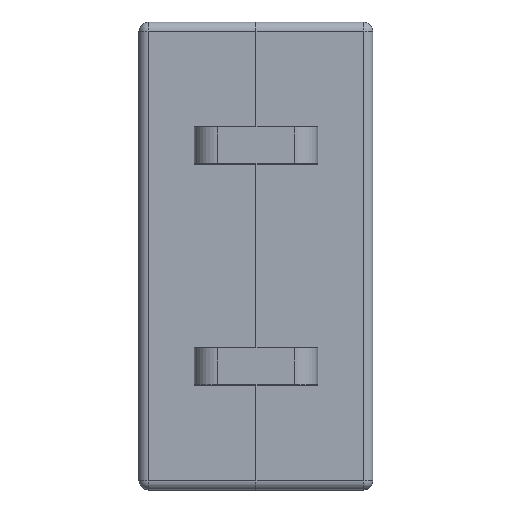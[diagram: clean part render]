
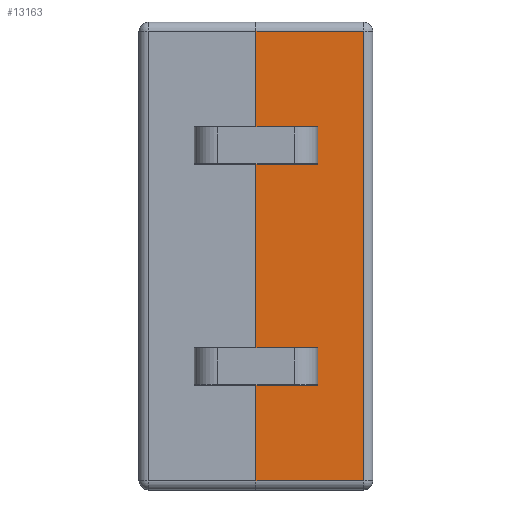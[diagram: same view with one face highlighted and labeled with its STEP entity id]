
A CAD part, left-side view. The second image highlights one B-rep face of the part: STEP entity #13163.
In plain terms, the highlighted planar face has unit normal (1, 0, 0).
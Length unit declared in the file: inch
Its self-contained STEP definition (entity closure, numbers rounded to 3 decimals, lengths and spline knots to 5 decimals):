
#87=PLANE('',#14616);
#925=FACE_OUTER_BOUND('',#1385,.T.);
#1385=EDGE_LOOP('',(#10880,#10881,#10882,#10883,#10884,#10885,#10886,#10887,
#10888,#10889,#10890,#10891));
#1934=LINE('',#19357,#3862);
#1935=LINE('',#19359,#3863);
#1936=LINE('',#19361,#3864);
#1937=LINE('',#19363,#3865);
#1938=LINE('',#19365,#3866);
#1939=LINE('',#19367,#3867);
#1940=LINE('',#19369,#3868);
#1941=LINE('',#19371,#3869);
#1942=LINE('',#19373,#3870);
#1943=LINE('',#19375,#3871);
#1944=LINE('',#19377,#3872);
#1945=LINE('',#19378,#3873);
#3862=VECTOR('',#15636,0.066);
#3863=VECTOR('',#15637,0.04);
#3864=VECTOR('',#15638,0.066);
#3865=VECTOR('',#15639,0.19597);
#3866=VECTOR('',#15640,0.066);
#3867=VECTOR('',#15641,0.04);
#3868=VECTOR('',#15642,0.066);
#3869=VECTOR('',#15643,0.10202);
#3870=VECTOR('',#15644,0.115);
#3871=VECTOR('',#15645,0.48);
#3872=VECTOR('',#15646,0.115);
#3873=VECTOR('',#15647,0.10202);
#6230=VERTEX_POINT('',#19355);
#6231=VERTEX_POINT('',#19356);
#6232=VERTEX_POINT('',#19358);
#6233=VERTEX_POINT('',#19360);
#6234=VERTEX_POINT('',#19362);
#6235=VERTEX_POINT('',#19364);
#6236=VERTEX_POINT('',#19366);
#6237=VERTEX_POINT('',#19368);
#6238=VERTEX_POINT('',#19370);
#6239=VERTEX_POINT('',#19372);
#6240=VERTEX_POINT('',#19374);
#6241=VERTEX_POINT('',#19376);
#8555=EDGE_CURVE('',#6230,#6231,#1934,.T.);
#8556=EDGE_CURVE('',#6231,#6232,#1935,.T.);
#8557=EDGE_CURVE('',#6232,#6233,#1936,.T.);
#8558=EDGE_CURVE('',#6233,#6234,#1937,.T.);
#8559=EDGE_CURVE('',#6234,#6235,#1938,.T.);
#8560=EDGE_CURVE('',#6235,#6236,#1939,.T.);
#8561=EDGE_CURVE('',#6236,#6237,#1940,.T.);
#8562=EDGE_CURVE('',#6237,#6238,#1941,.T.);
#8563=EDGE_CURVE('',#6238,#6239,#1942,.T.);
#8564=EDGE_CURVE('',#6239,#6240,#1943,.T.);
#8565=EDGE_CURVE('',#6240,#6241,#1944,.T.);
#8566=EDGE_CURVE('',#6241,#6230,#1945,.T.);
#10880=ORIENTED_EDGE('',*,*,#8555,.T.);
#10881=ORIENTED_EDGE('',*,*,#8556,.T.);
#10882=ORIENTED_EDGE('',*,*,#8557,.T.);
#10883=ORIENTED_EDGE('',*,*,#8558,.T.);
#10884=ORIENTED_EDGE('',*,*,#8559,.T.);
#10885=ORIENTED_EDGE('',*,*,#8560,.T.);
#10886=ORIENTED_EDGE('',*,*,#8561,.T.);
#10887=ORIENTED_EDGE('',*,*,#8562,.T.);
#10888=ORIENTED_EDGE('',*,*,#8563,.T.);
#10889=ORIENTED_EDGE('',*,*,#8564,.T.);
#10890=ORIENTED_EDGE('',*,*,#8565,.T.);
#10891=ORIENTED_EDGE('',*,*,#8566,.T.);
#13163=ADVANCED_FACE('',(#925),#87,.T.);
#14616=AXIS2_PLACEMENT_3D('',#19354,#15634,#15635);
#15634=DIRECTION('center_axis',(1.,0.,0.));
#15635=DIRECTION('ref_axis',(0.,0.,-1.));
#15636=DIRECTION('',(0.,-1.,0.));
#15637=DIRECTION('',(0.,0.,1.));
#15638=DIRECTION('',(0.,1.,0.));
#15639=DIRECTION('',(0.,0.,1.));
#15640=DIRECTION('',(0.,-1.,0.));
#15641=DIRECTION('',(0.,0.,1.));
#15642=DIRECTION('',(0.,1.,0.));
#15643=DIRECTION('',(0.,0.,1.));
#15644=DIRECTION('',(0.,-1.,0.));
#15645=DIRECTION('',(0.,0.,-1.));
#15646=DIRECTION('',(0.,1.,0.));
#15647=DIRECTION('',(0.,0.,1.));
#19354=CARTESIAN_POINT('Origin',(-0.25,0.01,0.));
#19355=CARTESIAN_POINT('',(-0.25,0.125,-0.13798));
#19356=CARTESIAN_POINT('',(-0.25,0.059,-0.13798));
#19357=CARTESIAN_POINT('',(-0.25,0.125,-0.13798));
#19358=CARTESIAN_POINT('',(-0.25,0.059,-0.09798));
#19359=CARTESIAN_POINT('',(-0.25,0.059,-0.13798));
#19360=CARTESIAN_POINT('',(-0.25,0.125,-0.09798));
#19361=CARTESIAN_POINT('',(-0.25,0.059,-0.09798));
#19362=CARTESIAN_POINT('',(-0.25,0.125,0.09798));
#19363=CARTESIAN_POINT('',(-0.25,0.125,-0.09798));
#19364=CARTESIAN_POINT('',(-0.25,0.059,0.09798));
#19365=CARTESIAN_POINT('',(-0.25,0.125,0.09798));
#19366=CARTESIAN_POINT('',(-0.25,0.059,0.13798));
#19367=CARTESIAN_POINT('',(-0.25,0.059,0.09798));
#19368=CARTESIAN_POINT('',(-0.25,0.125,0.13798));
#19369=CARTESIAN_POINT('',(-0.25,0.059,0.13798));
#19370=CARTESIAN_POINT('',(-0.25,0.125,0.24));
#19371=CARTESIAN_POINT('',(-0.25,0.125,0.13798));
#19372=CARTESIAN_POINT('',(-0.25,0.01,0.24));
#19373=CARTESIAN_POINT('',(-0.25,0.125,0.24));
#19374=CARTESIAN_POINT('',(-0.25,0.01,-0.24));
#19375=CARTESIAN_POINT('',(-0.25,0.01,0.24));
#19376=CARTESIAN_POINT('',(-0.25,0.125,-0.24));
#19377=CARTESIAN_POINT('',(-0.25,0.01,-0.24));
#19378=CARTESIAN_POINT('',(-0.25,0.125,-0.24));
